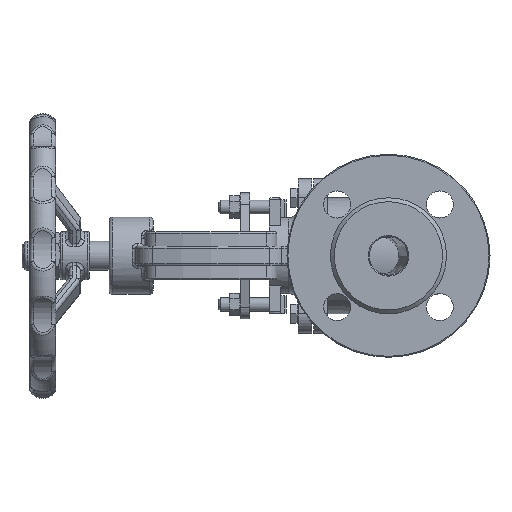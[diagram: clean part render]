
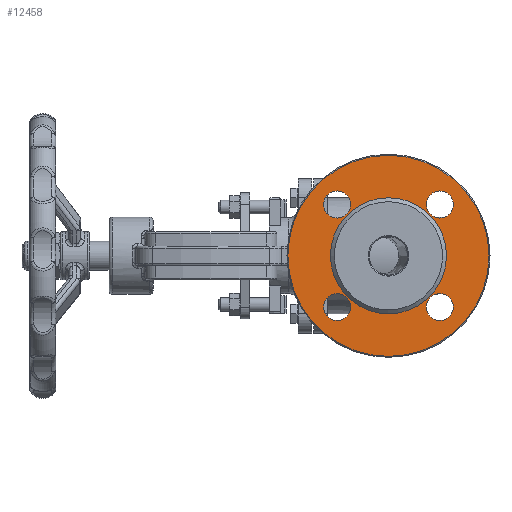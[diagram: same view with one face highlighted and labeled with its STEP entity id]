
A CAD part, left-side view. The second image highlights one B-rep face of the part: STEP entity #12458.
In plain terms, the highlighted planar face has unit normal (-1, 0, 0).
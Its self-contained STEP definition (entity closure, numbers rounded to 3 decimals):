
#295=FACE_BOUND('',#2829,.T.);
#296=FACE_BOUND('',#2830,.T.);
#297=FACE_BOUND('',#2831,.T.);
#298=FACE_BOUND('',#2832,.T.);
#299=FACE_BOUND('',#2833,.T.);
#1096=CIRCLE('',#13627,52.);
#1097=CIRCLE('',#13629,30.);
#1098=CIRCLE('',#13630,7.);
#1099=CIRCLE('',#13631,7.);
#1100=CIRCLE('',#13632,7.);
#1101=CIRCLE('',#13633,7.);
#2010=FACE_OUTER_BOUND('',#2828,.T.);
#2828=EDGE_LOOP('',(#9511));
#2829=EDGE_LOOP('',(#9512));
#2830=EDGE_LOOP('',(#9513));
#2831=EDGE_LOOP('',(#9514));
#2832=EDGE_LOOP('',(#9515));
#2833=EDGE_LOOP('',(#9516));
#5313=VERTEX_POINT('',#25510);
#5314=VERTEX_POINT('',#25514);
#5315=VERTEX_POINT('',#25516);
#5316=VERTEX_POINT('',#25518);
#5317=VERTEX_POINT('',#25520);
#5318=VERTEX_POINT('',#25522);
#6738=EDGE_CURVE('',#5313,#5313,#1096,.T.);
#6739=EDGE_CURVE('',#5314,#5314,#1097,.T.);
#6740=EDGE_CURVE('',#5315,#5315,#1098,.T.);
#6741=EDGE_CURVE('',#5316,#5316,#1099,.T.);
#6742=EDGE_CURVE('',#5317,#5317,#1100,.T.);
#6743=EDGE_CURVE('',#5318,#5318,#1101,.T.);
#9511=ORIENTED_EDGE('',*,*,#6738,.F.);
#9512=ORIENTED_EDGE('',*,*,#6739,.F.);
#9513=ORIENTED_EDGE('',*,*,#6740,.F.);
#9514=ORIENTED_EDGE('',*,*,#6741,.F.);
#9515=ORIENTED_EDGE('',*,*,#6742,.F.);
#9516=ORIENTED_EDGE('',*,*,#6743,.F.);
#11325=PLANE('',#13628);
#12458=ADVANCED_FACE('',(#2010,#295,#296,#297,#298,#299),#11325,.F.);
#13627=AXIS2_PLACEMENT_3D('',#25512,#16272,#16273);
#13628=AXIS2_PLACEMENT_3D('',#25513,#16274,#16275);
#13629=AXIS2_PLACEMENT_3D('',#25515,#16276,#16277);
#13630=AXIS2_PLACEMENT_3D('',#25517,#16278,#16279);
#13631=AXIS2_PLACEMENT_3D('',#25519,#16280,#16281);
#13632=AXIS2_PLACEMENT_3D('',#25521,#16282,#16283);
#13633=AXIS2_PLACEMENT_3D('',#25523,#16284,#16285);
#16272=DIRECTION('center_axis',(1.,0.,0.));
#16273=DIRECTION('ref_axis',(0.,0.,1.));
#16274=DIRECTION('center_axis',(1.,0.,0.));
#16275=DIRECTION('ref_axis',(0.,0.,-1.));
#16276=DIRECTION('center_axis',(-1.,0.,0.));
#16277=DIRECTION('ref_axis',(0.,-1.,0.));
#16278=DIRECTION('center_axis',(-1.,0.,0.));
#16279=DIRECTION('ref_axis',(0.,0.,1.));
#16280=DIRECTION('center_axis',(-1.,0.,0.));
#16281=DIRECTION('ref_axis',(0.,0.,1.));
#16282=DIRECTION('center_axis',(-1.,0.,0.));
#16283=DIRECTION('ref_axis',(0.,0.,1.));
#16284=DIRECTION('center_axis',(-1.,0.,0.));
#16285=DIRECTION('ref_axis',(0.,0.,1.));
#25510=CARTESIAN_POINT('',(2.,0.,-52.));
#25512=CARTESIAN_POINT('Origin',(2.,0.,0.));
#25513=CARTESIAN_POINT('Origin',(2.,0.,0.));
#25514=CARTESIAN_POINT('',(2.,30.,0.));
#25515=CARTESIAN_POINT('Origin',(2.,0.,0.));
#25516=CARTESIAN_POINT('',(2.,26.517,-33.517));
#25517=CARTESIAN_POINT('Origin',(2.,26.517,-26.517));
#25518=CARTESIAN_POINT('',(2.,-26.517,-33.517));
#25519=CARTESIAN_POINT('Origin',(2.,-26.517,-26.517));
#25520=CARTESIAN_POINT('',(2.,-26.517,19.517));
#25521=CARTESIAN_POINT('Origin',(2.,-26.517,26.517));
#25522=CARTESIAN_POINT('',(2.,26.517,19.517));
#25523=CARTESIAN_POINT('Origin',(2.,26.517,26.517));
